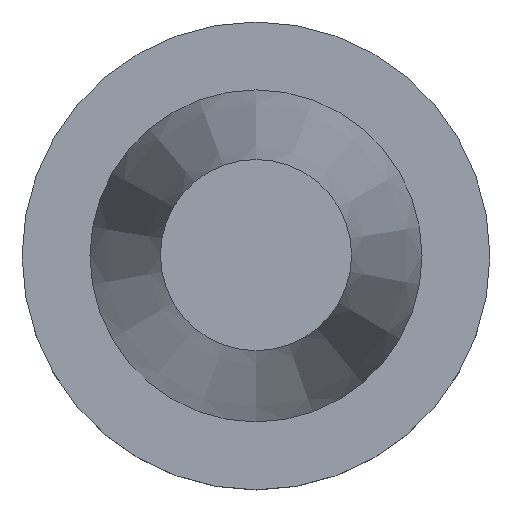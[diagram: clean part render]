
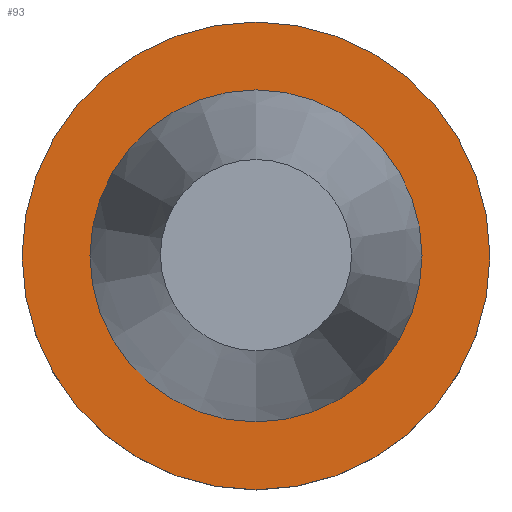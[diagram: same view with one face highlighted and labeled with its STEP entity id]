
A CAD part, top view. The second image highlights one B-rep face of the part: STEP entity #93.
In plain terms, the highlighted planar face has unit normal (0, 0, 1).
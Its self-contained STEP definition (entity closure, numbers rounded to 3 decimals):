
#93=ADVANCED_FACE('Unnamed[1]',(#210,#211),#212,.T.);
#103=EDGE_CURVE('Unnamed[1]',#227,#227,#228,.T.);
#131=EDGE_CURVE('Unnamed[1]',#270,#270,#271,.T.);
#210=FACE_OUTER_BOUND('',#356,.T.);
#211=FACE_BOUND('',#357,.T.);
#212=PLANE('',#358);
#227=VERTEX_POINT('',#377);
#228=CIRCLE('',#378,49.213);
#270=VERTEX_POINT('',#431);
#271=CIRCLE('',#432,34.925);
#356=EDGE_LOOP('',(#504));
#357=EDGE_LOOP('',(#505));
#358=AXIS2_PLACEMENT_3D('',#506,#507,#508);
#377=CARTESIAN_POINT('',(0.,49.213,-1.5));
#378=AXIS2_PLACEMENT_3D('',#524,#525,#526);
#431=CARTESIAN_POINT('',(0.,34.925,-1.5));
#432=AXIS2_PLACEMENT_3D('',#573,#574,#575);
#504=ORIENTED_EDGE('',*,*,#103,.F.);
#505=ORIENTED_EDGE('',*,*,#131,.T.);
#506=CARTESIAN_POINT('',(0.,42.069,-1.5));
#507=DIRECTION('',(0.,0.,1.0));
#508=DIRECTION('',(0.,-1.0,0.));
#524=CARTESIAN_POINT('',(0.,0.,-1.5));
#525=DIRECTION('',(0.,0.,-1.0));
#526=DIRECTION('',(0.,1.0,0.));
#573=CARTESIAN_POINT('',(0.,0.,-1.5));
#574=DIRECTION('',(0.,0.,-1.0));
#575=DIRECTION('',(0.,1.0,0.));
